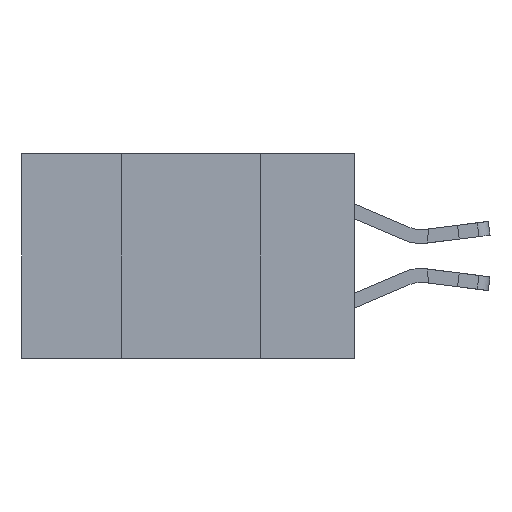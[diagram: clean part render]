
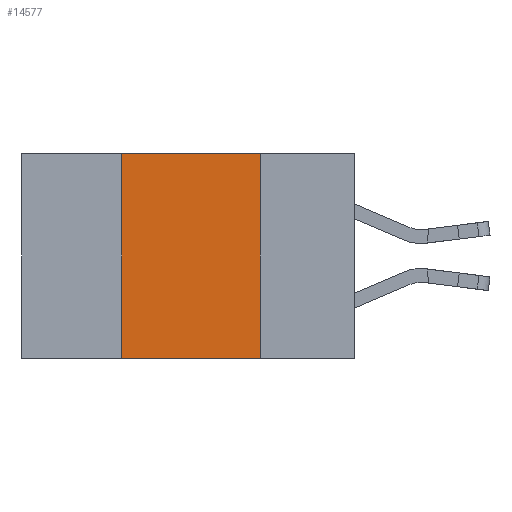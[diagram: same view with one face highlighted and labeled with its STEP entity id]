
A CAD part, left-side view. The second image highlights one B-rep face of the part: STEP entity #14577.
In plain terms, the highlighted planar face has unit normal (-1, 0, 0).
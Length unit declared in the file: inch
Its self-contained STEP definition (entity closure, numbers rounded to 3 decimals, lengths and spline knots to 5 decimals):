
#778 = VECTOR ( 'NONE', #9125, 39.37008 ) ;
#1178 = CARTESIAN_POINT ( 'NONE',  ( 0., 0.17, 0. ) ) ;
#1249 = CARTESIAN_POINT ( 'NONE',  ( 0., 0.42, 0. ) ) ;
#2030 = FACE_OUTER_BOUND ( 'NONE', #15247, .T. ) ;
#4247 = DIRECTION ( 'NONE',  ( 1., 0., 0. ) ) ;
#4258 = ORIENTED_EDGE ( 'NONE', *, *, #12186, .F. ) ;
#4426 = VECTOR ( 'NONE', #10947, 39.37008 ) ;
#4922 = CARTESIAN_POINT ( 'NONE',  ( 0., 0.17, 0. ) ) ;
#4930 = LINE ( 'NONE', #1178, #4426 ) ;
#5669 = VERTEX_POINT ( 'NONE', #17506 ) ;
#5769 = ORIENTED_EDGE ( 'NONE', *, *, #13293, .F. ) ;
#5782 = VECTOR ( 'NONE', #18269, 39.37008 ) ;
#7835 = EDGE_CURVE ( 'NONE', #5669, #18776, #9951, .T. ) ;
#8883 = CARTESIAN_POINT ( 'NONE',  ( 0., 0.6, -0.37 ) ) ;
#9094 = CARTESIAN_POINT ( 'NONE',  ( 0., 0.17, -0.37 ) ) ;
#9125 = DIRECTION ( 'NONE',  ( 0., -1., 0. ) ) ;
#9951 = LINE ( 'NONE', #8883, #778 ) ;
#10947 = DIRECTION ( 'NONE',  ( 0., 0., -1. ) ) ;
#11120 = ORIENTED_EDGE ( 'NONE', *, *, #7835, .T. ) ;
#12186 = EDGE_CURVE ( 'NONE', #5669, #17194, #12837, .T. ) ;
#12837 = LINE ( 'NONE', #19642, #20685 ) ;
#13293 = EDGE_CURVE ( 'NONE', #13441, #18776, #4930, .T. ) ;
#13441 = VERTEX_POINT ( 'NONE', #4922 ) ;
#13927 = CARTESIAN_POINT ( 'NONE',  ( 0., 0.6, 0. ) ) ;
#14389 = LINE ( 'NONE', #15136, #5782 ) ;
#14577 = ADVANCED_FACE ( 'NONE', ( #2030 ), #20167, .F. ) ;
#15136 = CARTESIAN_POINT ( 'NONE',  ( 0., 0.6, 0. ) ) ;
#15247 = EDGE_LOOP ( 'NONE', ( #5769, #17104, #4258, #11120 ) ) ;
#15564 = DIRECTION ( 'NONE',  ( 0., 0., -1. ) ) ;
#16384 = EDGE_CURVE ( 'NONE', #17194, #13441, #14389, .T. ) ;
#17104 = ORIENTED_EDGE ( 'NONE', *, *, #16384, .F. ) ;
#17194 = VERTEX_POINT ( 'NONE', #1249 ) ;
#17506 = CARTESIAN_POINT ( 'NONE',  ( 0., 0.42, -0.37 ) ) ;
#18090 = DIRECTION ( 'NONE',  ( 0., 0., 1. ) ) ;
#18269 = DIRECTION ( 'NONE',  ( 0., -1., 0. ) ) ;
#18776 = VERTEX_POINT ( 'NONE', #9094 ) ;
#19642 = CARTESIAN_POINT ( 'NONE',  ( 0., 0.42, 0. ) ) ;
#19872 = AXIS2_PLACEMENT_3D ( 'NONE', #13927, #4247, #15564 ) ;
#20167 = PLANE ( 'NONE',  #19872 ) ;
#20685 = VECTOR ( 'NONE', #18090, 39.37008 ) ;
